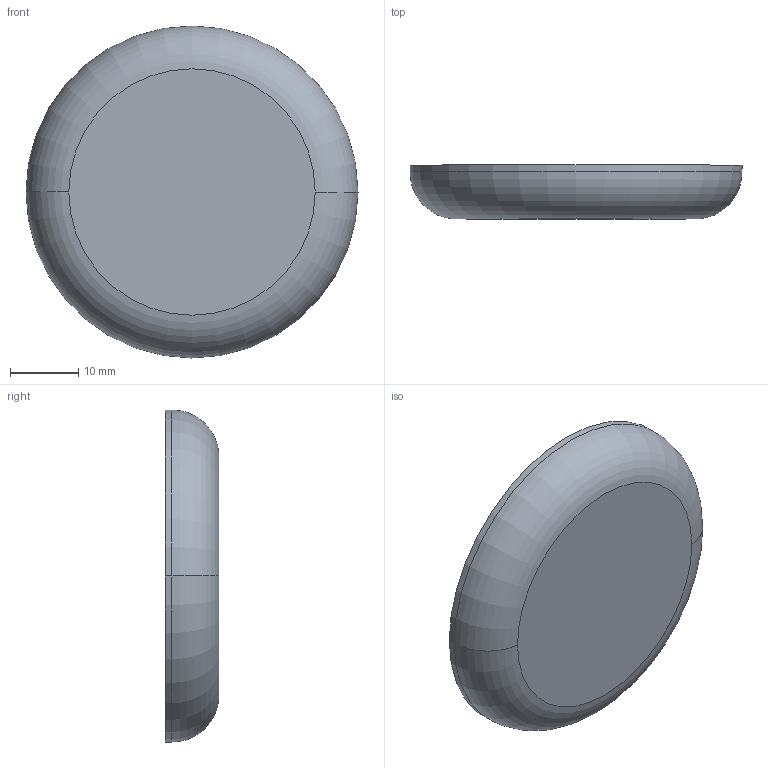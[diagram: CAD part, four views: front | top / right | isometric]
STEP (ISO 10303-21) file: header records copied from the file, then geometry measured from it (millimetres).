
FILE_DESCRIPTION (( 'STEP AP214' ), '1' );
FILE_NAME ('RUUVISTEP214.STEP', '2016-02-04T06:54:16', ( '' ), ( '' ), 'SwSTEP 2.0', 'SolidWorks 2015', '' );
FILE_SCHEMA (( 'AUTOMOTIVE_DESIGN' ));
Length unit declared in the file: millimetre
Products named in the file (1): RUUVISTEP214
Bounding box: 48.5 x 7.85 x 48.5 mm (x, y, z)
Volume: 3756.3 mm3; surface area: 5081.3 mm2
Topology: 1 solids, 1 shells, 26 faces, 57 edges, 35 vertices
Faces by surface type: plane 16, cylinder 6, torus 4
Entity records: 808 total; most frequent: CARTESIAN_POINT 198, DIRECTION 127, ORIENTED_EDGE 114, EDGE_CURVE 57, AXIS2_PLACEMENT_3D 53, VERTEX_POINT 35, EDGE_LOOP 28, ADVANCED_FACE 26
